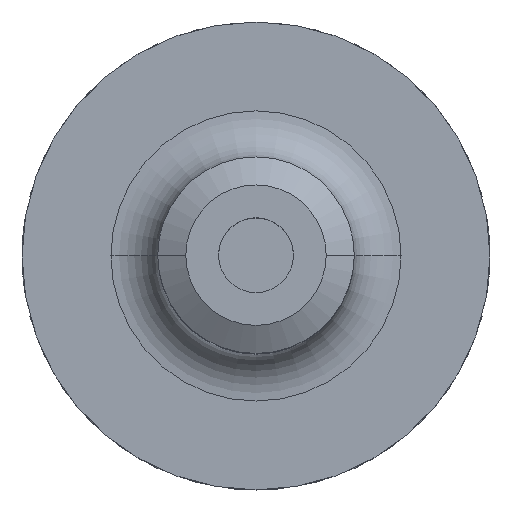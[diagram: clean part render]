
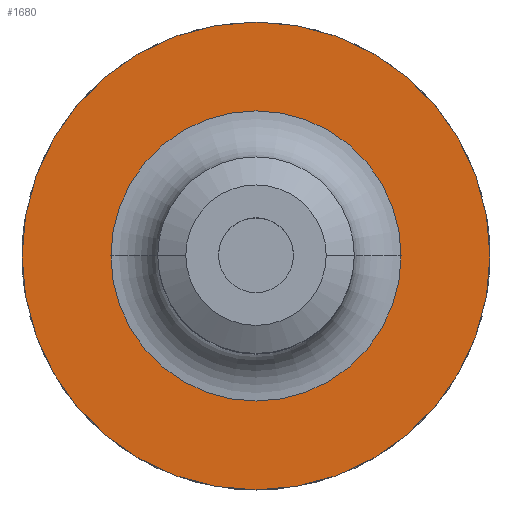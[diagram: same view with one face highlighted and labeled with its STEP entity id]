
A CAD part, top view. The second image highlights one B-rep face of the part: STEP entity #1680.
In plain terms, the highlighted planar face has unit normal (0, 0, 1).
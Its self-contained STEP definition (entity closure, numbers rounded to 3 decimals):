
#34 = EDGE_LOOP ( 'NONE', ( #450, #1293 ) ) ;
#118 = CARTESIAN_POINT ( 'NONE',  ( 31., 0., 38. ) ) ;
#119 = EDGE_CURVE ( 'NONE', #758, #1501, #1391, .T. ) ;
#123 = CIRCLE ( 'NONE', #1505, 31. ) ;
#136 = DIRECTION ( 'NONE',  ( -1., 0., 0. ) ) ;
#164 = AXIS2_PLACEMENT_3D ( 'NONE', #1651, #199, #1090 ) ;
#175 = CARTESIAN_POINT ( 'NONE',  ( -50., 0., 38. ) ) ;
#199 = DIRECTION ( 'NONE',  ( 0., 0., -1. ) ) ;
#248 = FACE_OUTER_BOUND ( 'NONE', #1118, .T. ) ;
#265 = VERTEX_POINT ( 'NONE', #672 ) ;
#390 = AXIS2_PLACEMENT_3D ( 'NONE', #1722, #1288, #404 ) ;
#404 = DIRECTION ( 'NONE',  ( -1., 0., 0. ) ) ;
#450 = ORIENTED_EDGE ( 'NONE', *, *, #624, .T. ) ;
#472 = AXIS2_PLACEMENT_3D ( 'NONE', #619, #1638, #1923 ) ;
#560 = CIRCLE ( 'NONE', #164, 50. ) ;
#604 = PLANE ( 'NONE',  #472 ) ;
#619 = CARTESIAN_POINT ( 'NONE',  ( 0., 0., 38. ) ) ;
#624 = EDGE_CURVE ( 'NONE', #1501, #758, #123, .T. ) ;
#672 = CARTESIAN_POINT ( 'NONE',  ( 50., 0., 38. ) ) ;
#752 = CARTESIAN_POINT ( 'NONE',  ( 0., 0., 38. ) ) ;
#758 = VERTEX_POINT ( 'NONE', #118 ) ;
#816 = DIRECTION ( 'NONE',  ( 0., 0., -1. ) ) ;
#967 = DIRECTION ( 'NONE',  ( -1., 0., 0. ) ) ;
#969 = ORIENTED_EDGE ( 'NONE', *, *, #1911, .F. ) ;
#979 = AXIS2_PLACEMENT_3D ( 'NONE', #1543, #816, #967 ) ;
#1090 = DIRECTION ( 'NONE',  ( -1., 0., 0. ) ) ;
#1118 = EDGE_LOOP ( 'NONE', ( #969, #1309 ) ) ;
#1276 = VERTEX_POINT ( 'NONE', #175 ) ;
#1288 = DIRECTION ( 'NONE',  ( 0., 0., -1. ) ) ;
#1293 = ORIENTED_EDGE ( 'NONE', *, *, #119, .T. ) ;
#1309 = ORIENTED_EDGE ( 'NONE', *, *, #1801, .F. ) ;
#1319 = CIRCLE ( 'NONE', #979, 50. ) ;
#1391 = CIRCLE ( 'NONE', #390, 31. ) ;
#1464 = FACE_BOUND ( 'NONE', #34, .T. ) ;
#1501 = VERTEX_POINT ( 'NONE', #1936 ) ;
#1505 = AXIS2_PLACEMENT_3D ( 'NONE', #752, #1909, #136 ) ;
#1543 = CARTESIAN_POINT ( 'NONE',  ( 0., 0., 38. ) ) ;
#1638 = DIRECTION ( 'NONE',  ( 0., 0., -1. ) ) ;
#1651 = CARTESIAN_POINT ( 'NONE',  ( 0., 0., 38. ) ) ;
#1680 = ADVANCED_FACE ( 'NONE', ( #1464, #248 ), #604, .F. ) ;
#1722 = CARTESIAN_POINT ( 'NONE',  ( 0., 0., 38. ) ) ;
#1801 = EDGE_CURVE ( 'NONE', #265, #1276, #560, .T. ) ;
#1909 = DIRECTION ( 'NONE',  ( 0., 0., -1. ) ) ;
#1911 = EDGE_CURVE ( 'NONE', #1276, #265, #1319, .T. ) ;
#1923 = DIRECTION ( 'NONE',  ( -1., 0., 0. ) ) ;
#1936 = CARTESIAN_POINT ( 'NONE',  ( -31., 0., 38. ) ) ;
